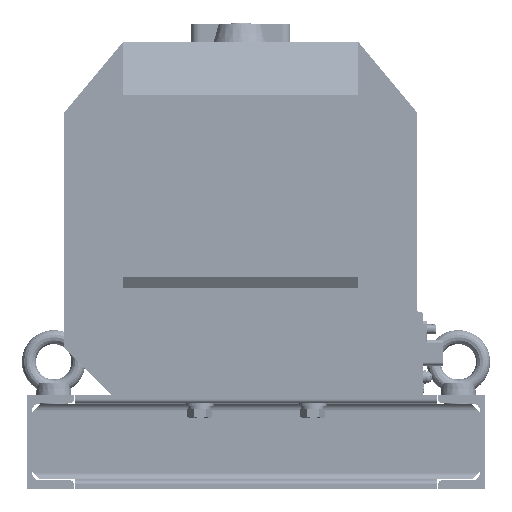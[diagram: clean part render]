
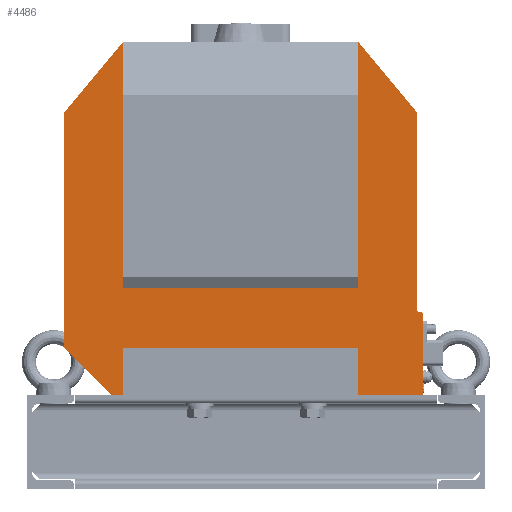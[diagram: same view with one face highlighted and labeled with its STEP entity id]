
A CAD part, front view. The second image highlights one B-rep face of the part: STEP entity #4486.
In plain terms, the highlighted planar face has unit normal (0, -1, 0).
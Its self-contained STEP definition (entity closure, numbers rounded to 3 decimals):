
#4486=ADVANCED_FACE('',(#21220),#21222,.T.);
#21220=FACE_BOUND('',#21221,.T.);
#21221=EDGE_LOOP('',(#28241,#28242,#28243,#28244,#28245,#28246,#28247,#28248,#28249,
#28250,#28251,#28252,#28253,#28254,#28255));
#21222=PLANE('',#21223);
#21223=AXIS2_PLACEMENT_3D('',#21224,#21225,#21226);
#21224=CARTESIAN_POINT('',(150.,-70.,150.));
#21225=DIRECTION('',(0.,-1.,0.));
#21226=DIRECTION('',(-1.,0.,0.));
#28241=ORIENTED_EDGE('',*,*,#33201,.T.);
#28242=ORIENTED_EDGE('',*,*,#33202,.T.);
#28243=ORIENTED_EDGE('',*,*,#33203,.F.);
#28244=ORIENTED_EDGE('',*,*,#33204,.F.);
#28245=ORIENTED_EDGE('',*,*,#33205,.T.);
#28246=ORIENTED_EDGE('',*,*,#33206,.T.);
#28247=ORIENTED_EDGE('',*,*,#33207,.T.);
#28248=ORIENTED_EDGE('',*,*,#33208,.F.);
#28249=ORIENTED_EDGE('',*,*,#33209,.F.);
#28250=ORIENTED_EDGE('',*,*,#33210,.T.);
#28251=ORIENTED_EDGE('',*,*,#33211,.T.);
#28252=ORIENTED_EDGE('',*,*,#33212,.F.);
#28253=ORIENTED_EDGE('',*,*,#33213,.T.);
#28254=ORIENTED_EDGE('',*,*,#33184,.T.);
#28255=ORIENTED_EDGE('',*,*,#33171,.F.);
#33171=EDGE_CURVE('',#35734,#35730,#35736,.T.);
#33184=EDGE_CURVE('',#35757,#35730,#35758,.T.);
#33201=EDGE_CURVE('',#35734,#35787,#35789,.F.);
#33202=EDGE_CURVE('',#35787,#35790,#35791,.T.);
#33203=EDGE_CURVE('',#35792,#35790,#35793,.T.);
#33204=EDGE_CURVE('',#35794,#35792,#35795,.T.);
#33205=EDGE_CURVE('',#35794,#35796,#35797,.F.);
#33206=EDGE_CURVE('',#35796,#35798,#35799,.T.);
#33207=EDGE_CURVE('',#35798,#35800,#35801,.F.);
#33208=EDGE_CURVE('',#35802,#35800,#35803,.T.);
#33209=EDGE_CURVE('',#35804,#35802,#35805,.T.);
#33210=EDGE_CURVE('',#35804,#35806,#35807,.T.);
#33211=EDGE_CURVE('',#35806,#35808,#35809,.T.);
#33212=EDGE_CURVE('',#35810,#35808,#35811,.T.);
#33213=EDGE_CURVE('',#35810,#35757,#35812,.T.);
#35730=VERTEX_POINT('',#41636);
#35734=VERTEX_POINT('',#41644);
#35736=LINE('',#41648,#41649);
#35757=VERTEX_POINT('',#41695);
#35758=LINE('',#41696,#41697);
#35787=VERTEX_POINT('',#41757);
#35789=LINE('',#41761,#41762);
#35790=VERTEX_POINT('',#41764);
#35791=LINE('',#41765,#41766);
#35792=VERTEX_POINT('',#41768);
#35793=LINE('',#41769,#41770);
#35794=VERTEX_POINT('',#41772);
#35795=LINE('',#41773,#41774);
#35796=VERTEX_POINT('',#41776);
#35797=LINE('',#41777,#41778);
#35798=VERTEX_POINT('',#41780);
#35799=LINE('',#41781,#41782);
#35800=VERTEX_POINT('',#41784);
#35801=LINE('',#41785,#41786);
#35802=VERTEX_POINT('',#41788);
#35803=LINE('',#41789,#41790);
#35804=VERTEX_POINT('',#41792);
#35805=LINE('',#41793,#41794);
#35806=VERTEX_POINT('',#41796);
#35807=LINE('',#41797,#41798);
#35808=VERTEX_POINT('',#41800);
#35809=LINE('',#41801,#41802);
#35810=VERTEX_POINT('',#41804);
#35811=LINE('',#41805,#41806);
#35812=LINE('',#41808,#41809);
#41636=CARTESIAN_POINT('',(150.,-70.,-79.));
#41644=CARTESIAN_POINT('',(150.,-70.,90.));
#41648=CARTESIAN_POINT('',(150.,-70.,90.));
#41649=VECTOR('',#41650,1.);
#41650=DIRECTION('',(0.,0.,-1.));
#41695=CARTESIAN_POINT('',(155.,-70.,-80.34));
#41696=CARTESIAN_POINT('',(155.,-70.,-80.34));
#41697=VECTOR('',#41698,1.);
#41698=DIRECTION('',(-0.966,0.,0.259));
#41757=CARTESIAN_POINT('',(100.,-70.,150.));
#41761=CARTESIAN_POINT('',(100.,-70.,150.));
#41762=VECTOR('',#41763,1.);
#41763=DIRECTION('',(0.64,0.,-0.768));
#41764=CARTESIAN_POINT('',(100.,-70.,-59.378));
#41765=CARTESIAN_POINT('',(100.,-70.,150.));
#41766=VECTOR('',#41767,1.);
#41767=DIRECTION('',(0.,0.,-1.));
#41768=CARTESIAN_POINT('',(-100.,-70.,-59.378));
#41769=CARTESIAN_POINT('',(-100.,-70.,-59.378));
#41770=VECTOR('',#41771,1.);
#41771=DIRECTION('',(1.,0.,0.));
#41772=CARTESIAN_POINT('',(-100.,-70.,150.));
#41773=CARTESIAN_POINT('',(-100.,-70.,150.));
#41774=VECTOR('',#41775,1.);
#41775=DIRECTION('',(0.,0.,-1.));
#41776=CARTESIAN_POINT('',(-150.,-70.,90.));
#41777=CARTESIAN_POINT('',(-150.,-70.,90.));
#41778=VECTOR('',#41779,1.);
#41779=DIRECTION('',(0.64,0.,0.768));
#41780=CARTESIAN_POINT('',(-150.,-70.,-110.));
#41781=CARTESIAN_POINT('',(-150.,-70.,90.));
#41782=VECTOR('',#41783,1.);
#41783=DIRECTION('',(0.,0.,-1.));
#41784=CARTESIAN_POINT('',(-110.,-70.,-150.));
#41785=CARTESIAN_POINT('',(-110.,-70.,-150.));
#41786=VECTOR('',#41787,1.);
#41787=DIRECTION('',(-0.707,0.,0.707));
#41788=CARTESIAN_POINT('',(-100.,-70.,-150.));
#41789=CARTESIAN_POINT('',(-100.,-70.,-150.));
#41790=VECTOR('',#41791,1.);
#41791=DIRECTION('',(-1.,0.,0.));
#41792=CARTESIAN_POINT('',(-100.,-70.,-110.));
#41793=CARTESIAN_POINT('',(-100.,-70.,-110.));
#41794=VECTOR('',#41795,1.);
#41795=DIRECTION('',(0.,0.,-1.));
#41796=CARTESIAN_POINT('',(100.,-70.,-110.));
#41797=CARTESIAN_POINT('',(-100.,-70.,-110.));
#41798=VECTOR('',#41799,1.);
#41799=DIRECTION('',(1.,0.,0.));
#41800=CARTESIAN_POINT('',(100.,-70.,-150.));
#41801=CARTESIAN_POINT('',(100.,-70.,-110.));
#41802=VECTOR('',#41803,1.);
#41803=DIRECTION('',(0.,0.,-1.));
#41804=CARTESIAN_POINT('',(155.,-70.,-150.));
#41805=CARTESIAN_POINT('',(155.,-70.,-150.));
#41806=VECTOR('',#41807,1.);
#41807=DIRECTION('',(-1.,0.,0.));
#41808=CARTESIAN_POINT('',(155.,-70.,-150.));
#41809=VECTOR('',#41810,1.);
#41810=DIRECTION('',(0.,0.,1.));
